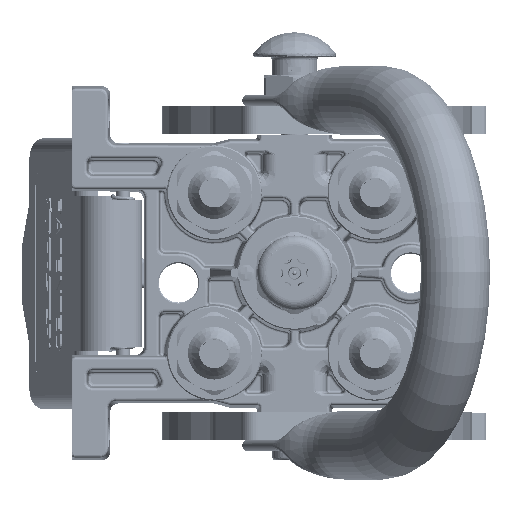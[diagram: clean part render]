
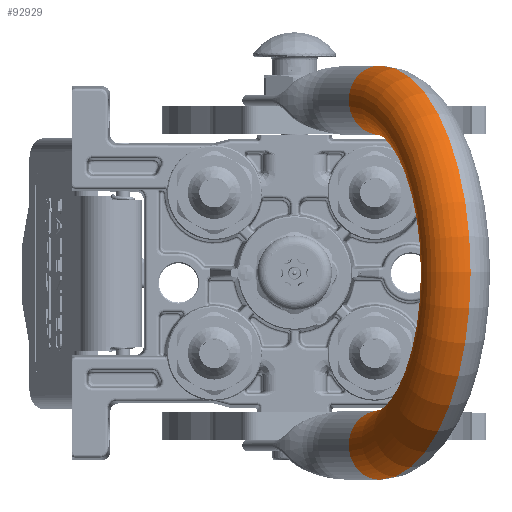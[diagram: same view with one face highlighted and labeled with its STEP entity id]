
A CAD part, top view. The second image highlights one B-rep face of the part: STEP entity #92929.
In plain terms, the highlighted toroidal (fillet/blend) face has major radius 62.25 mm and minor radius 12.5 mm.
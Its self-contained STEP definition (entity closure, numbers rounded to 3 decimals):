
#10231 = ORIENTED_EDGE ( 'NONE', *, *, #156593, .T. ) ;
#14942 = CIRCLE ( 'NONE', #211464, 12.5 ) ;
#26178 = EDGE_LOOP ( 'NONE', ( #116106, #68519, #133238, #10231 ) ) ;
#26260 = AXIS2_PLACEMENT_3D ( 'NONE', #63124, #177308, #210119 ) ;
#36776 = EDGE_CURVE ( 'NONE', #130588, #92764, #14942, .T. ) ;
#48629 = DIRECTION ( 'NONE',  ( 0., 1., 0. ) ) ;
#49338 = CARTESIAN_POINT ( 'NONE',  ( 0., 0., 25.25 ) ) ;
#57792 = VERTEX_POINT ( 'NONE', #166187 ) ;
#63124 = CARTESIAN_POINT ( 'NONE',  ( -62.25, 0., 25.25 ) ) ;
#66362 = TOROIDAL_SURFACE ( 'NONE', #149148, 62.25, 12.5 ) ;
#68519 = ORIENTED_EDGE ( 'NONE', *, *, #36776, .F. ) ;
#82358 = CARTESIAN_POINT ( 'NONE',  ( 0., 0., 25.25 ) ) ;
#84701 = CIRCLE ( 'NONE', #26260, 12.5 ) ;
#84709 = AXIS2_PLACEMENT_3D ( 'NONE', #131035, #147470, #99577 ) ;
#92764 = VERTEX_POINT ( 'NONE', #95233 ) ;
#92929 = ADVANCED_FACE ( 'NONE', ( #148219 ), #66362, .T. ) ;
#95233 = CARTESIAN_POINT ( 'NONE',  ( 49.75, 0., 25.25 ) ) ;
#97220 = DIRECTION ( 'NONE',  ( -1., 0., 0. ) ) ;
#97888 = EDGE_CURVE ( 'NONE', #57792, #92764, #127878, .T. ) ;
#98747 = DIRECTION ( 'NONE',  ( 1., 0., 0. ) ) ;
#99577 = DIRECTION ( 'NONE',  ( -1., 0., 0. ) ) ;
#106698 = CIRCLE ( 'NONE', #84709, 74.75 ) ;
#116106 = ORIENTED_EDGE ( 'NONE', *, *, #97888, .T. ) ;
#127878 = CIRCLE ( 'NONE', #178472, 49.75 ) ;
#130588 = VERTEX_POINT ( 'NONE', #203513 ) ;
#131035 = CARTESIAN_POINT ( 'NONE',  ( 0., 0., 25.25 ) ) ;
#133238 = ORIENTED_EDGE ( 'NONE', *, *, #142193, .F. ) ;
#135437 = VERTEX_POINT ( 'NONE', #173694 ) ;
#135482 = DIRECTION ( 'NONE',  ( 1., 0., 0. ) ) ;
#142193 = EDGE_CURVE ( 'NONE', #135437, #130588, #106698, .T. ) ;
#147470 = DIRECTION ( 'NONE',  ( 0., 1., 0. ) ) ;
#148219 = FACE_OUTER_BOUND ( 'NONE', #26178, .T. ) ;
#149148 = AXIS2_PLACEMENT_3D ( 'NONE', #82358, #196407, #98747 ) ;
#153259 = CARTESIAN_POINT ( 'NONE',  ( 62.25, 0., 25.25 ) ) ;
#156593 = EDGE_CURVE ( 'NONE', #135437, #57792, #84701, .T. ) ;
#166187 = CARTESIAN_POINT ( 'NONE',  ( -49.75, 0., 25.25 ) ) ;
#173694 = CARTESIAN_POINT ( 'NONE',  ( -74.75, 0., 25.25 ) ) ;
#177308 = DIRECTION ( 'NONE',  ( 0., 0., 1. ) ) ;
#178472 = AXIS2_PLACEMENT_3D ( 'NONE', #49338, #48629, #97220 ) ;
#196407 = DIRECTION ( 'NONE',  ( 0., 1., 0. ) ) ;
#201690 = DIRECTION ( 'NONE',  ( 0., 0., -1. ) ) ;
#203513 = CARTESIAN_POINT ( 'NONE',  ( 74.75, 0., 25.25 ) ) ;
#210119 = DIRECTION ( 'NONE',  ( -1., 0., 0. ) ) ;
#211464 = AXIS2_PLACEMENT_3D ( 'NONE', #153259, #201690, #135482 ) ;
